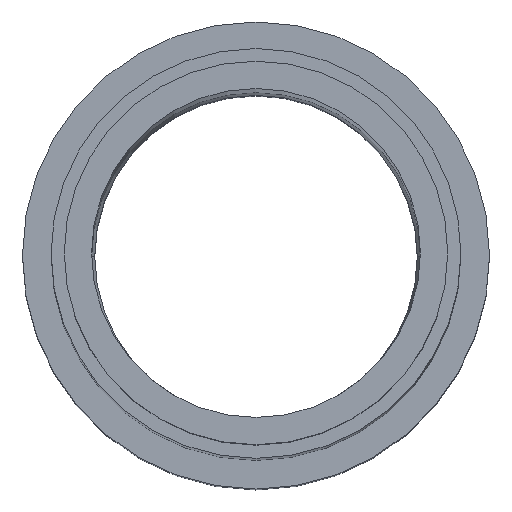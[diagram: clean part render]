
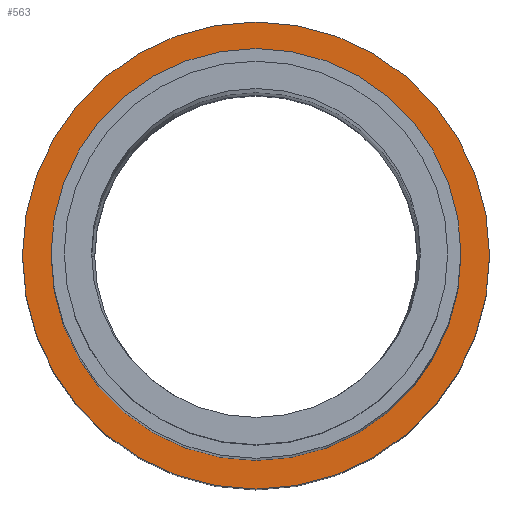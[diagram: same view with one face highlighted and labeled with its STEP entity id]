
A CAD part, top view. The second image highlights one B-rep face of the part: STEP entity #563.
In plain terms, the highlighted planar face has unit normal (0, 0, 1).
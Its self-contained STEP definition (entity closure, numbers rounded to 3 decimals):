
#4 = DIRECTION ( 'NONE',  ( 0., 0., 1. ) ) ;
#24 = VERTEX_POINT ( 'NONE', #261 ) ;
#85 = AXIS2_PLACEMENT_3D ( 'NONE', #527, #116, #299 ) ;
#87 = DIRECTION ( 'NONE',  ( 0., 0., 1. ) ) ;
#101 = VERTEX_POINT ( 'NONE', #408 ) ;
#116 = DIRECTION ( 'NONE',  ( 0., 0., -1. ) ) ;
#165 = FACE_OUTER_BOUND ( 'NONE', #501, .T. ) ;
#167 = EDGE_CURVE ( 'NONE', #510, #101, #383, .T. ) ;
#179 = AXIS2_PLACEMENT_3D ( 'NONE', #432, #4, #206 ) ;
#189 = CARTESIAN_POINT ( 'NONE',  ( 0., 0., -277.5 ) ) ;
#192 = EDGE_CURVE ( 'NONE', #24, #292, #344, .T. ) ;
#195 = CARTESIAN_POINT ( 'NONE',  ( 0., 0., -277.5 ) ) ;
#202 = CIRCLE ( 'NONE', #179, 44.45 ) ;
#206 = DIRECTION ( 'NONE',  ( 1., 0., 0. ) ) ;
#208 = EDGE_CURVE ( 'NONE', #101, #510, #326, .T. ) ;
#261 = CARTESIAN_POINT ( 'NONE',  ( -44.45, 0., -277.5 ) ) ;
#270 = ORIENTED_EDGE ( 'NONE', *, *, #192, .T. ) ;
#278 = DIRECTION ( 'NONE',  ( 1., 0., 0. ) ) ;
#286 = CARTESIAN_POINT ( 'NONE',  ( 44.45, 0., -277.5 ) ) ;
#292 = VERTEX_POINT ( 'NONE', #286 ) ;
#299 = DIRECTION ( 'NONE',  ( -1., 0., 0. ) ) ;
#302 = AXIS2_PLACEMENT_3D ( 'NONE', #189, #369, #548 ) ;
#310 = ORIENTED_EDGE ( 'NONE', *, *, #208, .F. ) ;
#313 = ORIENTED_EDGE ( 'NONE', *, *, #465, .T. ) ;
#326 = CIRCLE ( 'NONE', #302, 39. ) ;
#336 = AXIS2_PLACEMENT_3D ( 'NONE', #502, #87, #278 ) ;
#344 = CIRCLE ( 'NONE', #336, 44.45 ) ;
#346 = CARTESIAN_POINT ( 'NONE',  ( -39., 0., -277.5 ) ) ;
#348 = PLANE ( 'NONE',  #85 ) ;
#369 = DIRECTION ( 'NONE',  ( 0., 0., 1. ) ) ;
#372 = AXIS2_PLACEMENT_3D ( 'NONE', #195, #375, #555 ) ;
#375 = DIRECTION ( 'NONE',  ( 0., 0., 1. ) ) ;
#382 = EDGE_LOOP ( 'NONE', ( #310, #581 ) ) ;
#383 = CIRCLE ( 'NONE', #372, 39. ) ;
#408 = CARTESIAN_POINT ( 'NONE',  ( 39., 0., -277.5 ) ) ;
#432 = CARTESIAN_POINT ( 'NONE',  ( 0., 0., -277.5 ) ) ;
#465 = EDGE_CURVE ( 'NONE', #292, #24, #202, .T. ) ;
#501 = EDGE_LOOP ( 'NONE', ( #313, #270 ) ) ;
#502 = CARTESIAN_POINT ( 'NONE',  ( 0., 0., -277.5 ) ) ;
#510 = VERTEX_POINT ( 'NONE', #346 ) ;
#527 = CARTESIAN_POINT ( 'NONE',  ( 0., 44.45, -277.5 ) ) ;
#548 = DIRECTION ( 'NONE',  ( 1., 0., 0. ) ) ;
#555 = DIRECTION ( 'NONE',  ( 1., 0., 0. ) ) ;
#563 = ADVANCED_FACE ( 'NONE', ( #572, #165 ), #348, .F. ) ;
#572 = FACE_BOUND ( 'NONE', #382, .T. ) ;
#581 = ORIENTED_EDGE ( 'NONE', *, *, #167, .F. ) ;
